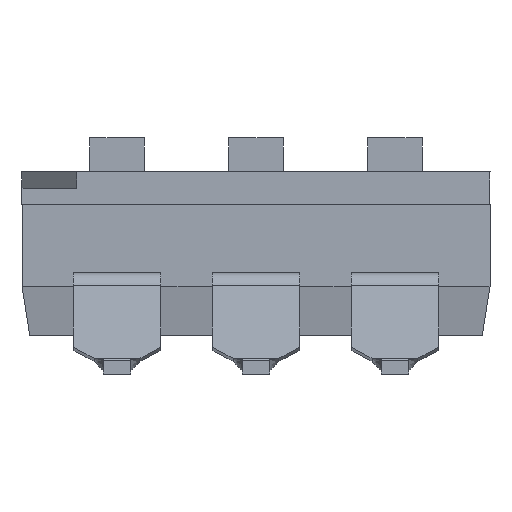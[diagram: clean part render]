
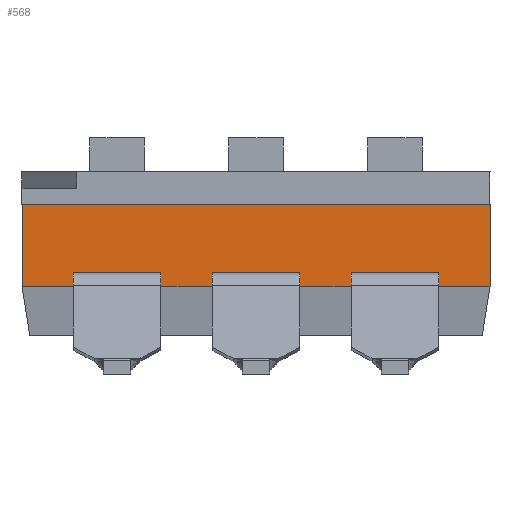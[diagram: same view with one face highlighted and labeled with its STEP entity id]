
A CAD part, front view. The second image highlights one B-rep face of the part: STEP entity #568.
In plain terms, the highlighted planar face has unit normal (0, -1, 0).
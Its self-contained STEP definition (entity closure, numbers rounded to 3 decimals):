
#568 = ADVANCED_FACE( '', ( #1332 ), #1333, .T. );
#1332 = FACE_OUTER_BOUND( '', #2399, .T. );
#1333 = PLANE( '', #2400 );
#2399 = EDGE_LOOP( '', ( #3554, #3555, #3556, #3557, #3558, #3559, #3560, #3561, #3562, #3563, #3564, #3565, #3566, #3567, #3568, #3569 ) );
#2400 = AXIS2_PLACEMENT_3D( '', #3570, #3571, #3572 );
#3554 = ORIENTED_EDGE( '', *, *, #6907, .F. );
#3555 = ORIENTED_EDGE( '', *, *, #6908, .T. );
#3556 = ORIENTED_EDGE( '', *, *, #6909, .T. );
#3557 = ORIENTED_EDGE( '', *, *, #6910, .F. );
#3558 = ORIENTED_EDGE( '', *, *, #6911, .F. );
#3559 = ORIENTED_EDGE( '', *, *, #6912, .T. );
#3560 = ORIENTED_EDGE( '', *, *, #6913, .T. );
#3561 = ORIENTED_EDGE( '', *, *, #6866, .T. );
#3562 = ORIENTED_EDGE( '', *, *, #6914, .F. );
#3563 = ORIENTED_EDGE( '', *, *, #6915, .T. );
#3564 = ORIENTED_EDGE( '', *, *, #6916, .T. );
#3565 = ORIENTED_EDGE( '', *, *, #6917, .T. );
#3566 = ORIENTED_EDGE( '', *, *, #6918, .F. );
#3567 = ORIENTED_EDGE( '', *, *, #6919, .T. );
#3568 = ORIENTED_EDGE( '', *, *, #6920, .T. );
#3569 = ORIENTED_EDGE( '', *, *, #6921, .T. );
#3570 = CARTESIAN_POINT( '', ( -4.28, -3.1, -2.4 ) );
#3571 = DIRECTION( '', ( 0., -1., 0. ) );
#3572 = DIRECTION( '', ( 1., 0., 0. ) );
#6866 = EDGE_CURVE( '', #8152, #8150, #8153, .T. );
#6907 = EDGE_CURVE( '', #8226, #8227, #8228, .T. );
#6908 = EDGE_CURVE( '', #8226, #8229, #8230, .T. );
#6909 = EDGE_CURVE( '', #8229, #8231, #8232, .T. );
#6910 = EDGE_CURVE( '', #8233, #8231, #8234, .T. );
#6911 = EDGE_CURVE( '', #8235, #8233, #8236, .T. );
#6912 = EDGE_CURVE( '', #8235, #8237, #8238, .T. );
#6913 = EDGE_CURVE( '', #8237, #8152, #8239, .T. );
#6914 = EDGE_CURVE( '', #8240, #8150, #8241, .T. );
#6915 = EDGE_CURVE( '', #8240, #8242, #8243, .T. );
#6916 = EDGE_CURVE( '', #8242, #8244, #8245, .T. );
#6917 = EDGE_CURVE( '', #8244, #8246, #8247, .T. );
#6918 = EDGE_CURVE( '', #8248, #8246, #8249, .T. );
#6919 = EDGE_CURVE( '', #8248, #8250, #8251, .T. );
#6920 = EDGE_CURVE( '', #8250, #8252, #8253, .T. );
#6921 = EDGE_CURVE( '', #8252, #8227, #8254, .T. );
#8150 = VERTEX_POINT( '', #10048 );
#8152 = VERTEX_POINT( '', #10051 );
#8153 = LINE( '', #10052, #10053 );
#8226 = VERTEX_POINT( '', #10163 );
#8227 = VERTEX_POINT( '', #10164 );
#8228 = LINE( '', #10165, #10166 );
#8229 = VERTEX_POINT( '', #10167 );
#8230 = LINE( '', #10168, #10169 );
#8231 = VERTEX_POINT( '', #10170 );
#8232 = LINE( '', #10171, #10172 );
#8233 = VERTEX_POINT( '', #10173 );
#8234 = LINE( '', #10174, #10175 );
#8235 = VERTEX_POINT( '', #10176 );
#8236 = LINE( '', #10177, #10178 );
#8237 = VERTEX_POINT( '', #10179 );
#8238 = LINE( '', #10180, #10181 );
#8239 = LINE( '', #10182, #10183 );
#8240 = VERTEX_POINT( '', #10184 );
#8241 = LINE( '', #10185, #10186 );
#8242 = VERTEX_POINT( '', #10187 );
#8243 = LINE( '', #10188, #10189 );
#8244 = VERTEX_POINT( '', #10190 );
#8245 = LINE( '', #10191, #10192 );
#8246 = VERTEX_POINT( '', #10193 );
#8247 = LINE( '', #10194, #10195 );
#8248 = VERTEX_POINT( '', #10196 );
#8249 = LINE( '', #10197, #10198 );
#8250 = VERTEX_POINT( '', #10199 );
#8251 = LINE( '', #10200, #10201 );
#8252 = VERTEX_POINT( '', #10202 );
#8253 = LINE( '', #10203, #10204 );
#8254 = LINE( '', #10205, #10206 );
#10048 = CARTESIAN_POINT( '', ( -1.74, -3.1, -1.25 ) );
#10051 = CARTESIAN_POINT( '', ( -3.34, -3.1, -1.25 ) );
#10052 = CARTESIAN_POINT( '', ( -3.34, -3.1, -1.25 ) );
#10053 = VECTOR( '', #13164, 1000. );
#10163 = CARTESIAN_POINT( '', ( 3.34, -3.1, -1.5 ) );
#10164 = CARTESIAN_POINT( '', ( 3.34, -3.1, -1.25 ) );
#10165 = CARTESIAN_POINT( '', ( 3.34, -3.1, -1.5 ) );
#10166 = VECTOR( '', #13196, 1000. );
#10167 = CARTESIAN_POINT( '', ( 4.28, -3.1, -1.5 ) );
#10168 = CARTESIAN_POINT( '', ( -10.839, -3.1, -1.5 ) );
#10169 = VECTOR( '', #13197, 1000. );
#10170 = CARTESIAN_POINT( '', ( 4.28, -3.1, 0. ) );
#10171 = CARTESIAN_POINT( '', ( 4.28, -3.1, -2.4 ) );
#10172 = VECTOR( '', #13198, 1000. );
#10173 = CARTESIAN_POINT( '', ( -4.28, -3.1, 0. ) );
#10174 = CARTESIAN_POINT( '', ( -4.28, -3.1, 0. ) );
#10175 = VECTOR( '', #13199, 1000. );
#10176 = CARTESIAN_POINT( '', ( -4.28, -3.1, -1.5 ) );
#10177 = CARTESIAN_POINT( '', ( -4.28, -3.1, -2.4 ) );
#10178 = VECTOR( '', #13200, 1000. );
#10179 = CARTESIAN_POINT( '', ( -3.34, -3.1, -1.5 ) );
#10180 = CARTESIAN_POINT( '', ( -10.839, -3.1, -1.5 ) );
#10181 = VECTOR( '', #13201, 1000. );
#10182 = CARTESIAN_POINT( '', ( -3.34, -3.1, -1.5 ) );
#10183 = VECTOR( '', #13202, 1000. );
#10184 = CARTESIAN_POINT( '', ( -1.74, -3.1, -1.5 ) );
#10185 = CARTESIAN_POINT( '', ( -1.74, -3.1, -1.5 ) );
#10186 = VECTOR( '', #13203, 1000. );
#10187 = CARTESIAN_POINT( '', ( -0.8, -3.1, -1.5 ) );
#10188 = CARTESIAN_POINT( '', ( -10.839, -3.1, -1.5 ) );
#10189 = VECTOR( '', #13204, 1000. );
#10190 = CARTESIAN_POINT( '', ( -0.8, -3.1, -1.25 ) );
#10191 = CARTESIAN_POINT( '', ( -0.8, -3.1, -1.5 ) );
#10192 = VECTOR( '', #13205, 1000. );
#10193 = CARTESIAN_POINT( '', ( 0.8, -3.1, -1.25 ) );
#10194 = CARTESIAN_POINT( '', ( -0.8, -3.1, -1.25 ) );
#10195 = VECTOR( '', #13206, 1000. );
#10196 = CARTESIAN_POINT( '', ( 0.8, -3.1, -1.5 ) );
#10197 = CARTESIAN_POINT( '', ( 0.8, -3.1, -1.5 ) );
#10198 = VECTOR( '', #13207, 1000. );
#10199 = CARTESIAN_POINT( '', ( 1.74, -3.1, -1.5 ) );
#10200 = CARTESIAN_POINT( '', ( -10.839, -3.1, -1.5 ) );
#10201 = VECTOR( '', #13208, 1000. );
#10202 = CARTESIAN_POINT( '', ( 1.74, -3.1, -1.25 ) );
#10203 = CARTESIAN_POINT( '', ( 1.74, -3.1, -1.5 ) );
#10204 = VECTOR( '', #13209, 1000. );
#10205 = CARTESIAN_POINT( '', ( 1.74, -3.1, -1.25 ) );
#10206 = VECTOR( '', #13210, 1000. );
#13164 = DIRECTION( '', ( 1., 0., 0. ) );
#13196 = DIRECTION( '', ( 0., 0., 1. ) );
#13197 = DIRECTION( '', ( 1., 0., 0. ) );
#13198 = DIRECTION( '', ( 0., 0., 1. ) );
#13199 = DIRECTION( '', ( 1., 0., 0. ) );
#13200 = DIRECTION( '', ( 0., 0., 1. ) );
#13201 = DIRECTION( '', ( 1., 0., 0. ) );
#13202 = DIRECTION( '', ( 0., 0., 1. ) );
#13203 = DIRECTION( '', ( 0., 0., 1. ) );
#13204 = DIRECTION( '', ( 1., 0., 0. ) );
#13205 = DIRECTION( '', ( 0., 0., 1. ) );
#13206 = DIRECTION( '', ( 1., 0., 0. ) );
#13207 = DIRECTION( '', ( 0., 0., 1. ) );
#13208 = DIRECTION( '', ( 1., 0., 0. ) );
#13209 = DIRECTION( '', ( 0., 0., 1. ) );
#13210 = DIRECTION( '', ( 1., 0., 0. ) );
